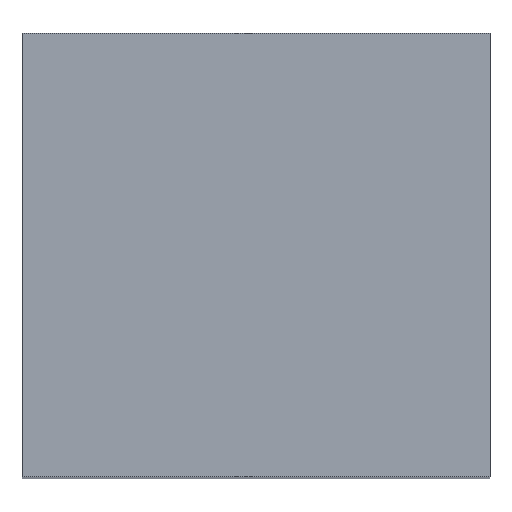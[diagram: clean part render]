
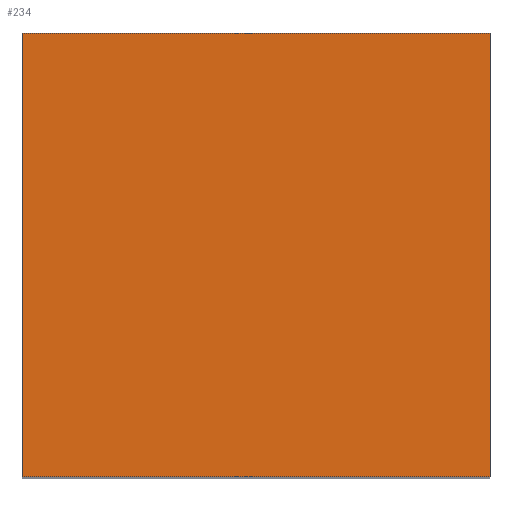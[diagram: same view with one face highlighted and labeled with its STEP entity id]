
A CAD part, top view. The second image highlights one B-rep face of the part: STEP entity #234.
In plain terms, the highlighted planar face has unit normal (0, 0, 1).
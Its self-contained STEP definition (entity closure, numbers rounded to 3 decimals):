
#1 = DIRECTION ( 'NONE',  ( -1., 0., 0. ) ) ;
#13 = AXIS2_PLACEMENT_3D ( 'NONE', #221, #41, #1 ) ;
#24 = LINE ( 'NONE', #129, #126 ) ;
#25 = CARTESIAN_POINT ( 'NONE',  ( 9.5, 0., 0. ) ) ;
#36 = EDGE_CURVE ( 'NONE', #174, #118, #74, .T. ) ;
#40 = CARTESIAN_POINT ( 'NONE',  ( 0., 9., 0. ) ) ;
#41 = DIRECTION ( 'NONE',  ( 0., 0., -1. ) ) ;
#43 = ORIENTED_EDGE ( 'NONE', *, *, #36, .T. ) ;
#54 = VECTOR ( 'NONE', #203, 1000. ) ;
#63 = EDGE_CURVE ( 'NONE', #147, #154, #228, .T. ) ;
#74 = LINE ( 'NONE', #40, #191 ) ;
#85 = PLANE ( 'NONE',  #13 ) ;
#86 = CARTESIAN_POINT ( 'NONE',  ( 0., 9., 0. ) ) ;
#100 = ORIENTED_EDGE ( 'NONE', *, *, #209, .F. ) ;
#110 = ORIENTED_EDGE ( 'NONE', *, *, #63, .F. ) ;
#118 = VERTEX_POINT ( 'NONE', #166 ) ;
#121 = LINE ( 'NONE', #86, #54 ) ;
#126 = VECTOR ( 'NONE', #183, 1000. ) ;
#129 = CARTESIAN_POINT ( 'NONE',  ( 0., 0., 0. ) ) ;
#132 = EDGE_CURVE ( 'NONE', #118, #154, #24, .T. ) ;
#139 = EDGE_LOOP ( 'NONE', ( #155, #110, #100, #43 ) ) ;
#143 = VECTOR ( 'NONE', #220, 1000. ) ;
#147 = VERTEX_POINT ( 'NONE', #182 ) ;
#154 = VERTEX_POINT ( 'NONE', #25 ) ;
#155 = ORIENTED_EDGE ( 'NONE', *, *, #132, .T. ) ;
#164 = FACE_OUTER_BOUND ( 'NONE', #139, .T. ) ;
#166 = CARTESIAN_POINT ( 'NONE',  ( 0., 0., 0. ) ) ;
#174 = VERTEX_POINT ( 'NONE', #200 ) ;
#177 = DIRECTION ( 'NONE',  ( 0., -1., 0. ) ) ;
#179 = CARTESIAN_POINT ( 'NONE',  ( 9.5, 9., 0. ) ) ;
#182 = CARTESIAN_POINT ( 'NONE',  ( 9.5, 9., 0. ) ) ;
#183 = DIRECTION ( 'NONE',  ( 1., 0., 0. ) ) ;
#191 = VECTOR ( 'NONE', #177, 1000. ) ;
#200 = CARTESIAN_POINT ( 'NONE',  ( 0., 9., 0. ) ) ;
#203 = DIRECTION ( 'NONE',  ( 1., 0., 0. ) ) ;
#209 = EDGE_CURVE ( 'NONE', #174, #147, #121, .T. ) ;
#220 = DIRECTION ( 'NONE',  ( 0., -1., 0. ) ) ;
#221 = CARTESIAN_POINT ( 'NONE',  ( 0., 9., 0. ) ) ;
#228 = LINE ( 'NONE', #179, #143 ) ;
#234 = ADVANCED_FACE ( 'NONE', ( #164 ), #85, .F. ) ;
